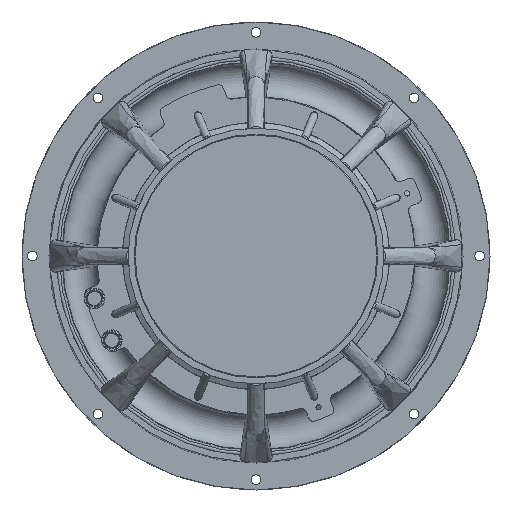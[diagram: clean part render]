
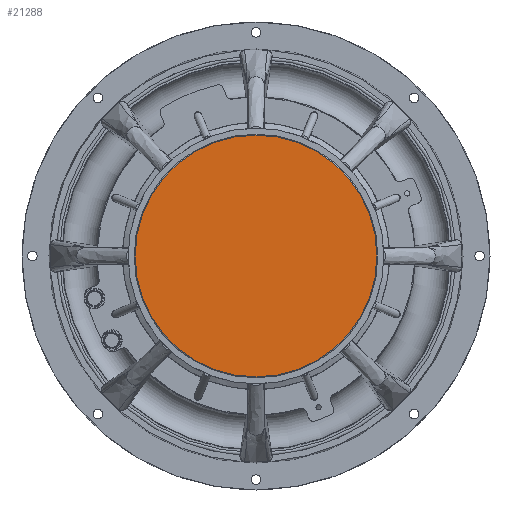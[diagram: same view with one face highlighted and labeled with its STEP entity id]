
A CAD part, front view. The second image highlights one B-rep face of the part: STEP entity #21288.
In plain terms, the highlighted planar face has unit normal (0, -1, 0).
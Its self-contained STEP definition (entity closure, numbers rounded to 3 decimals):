
#200 = FACE_OUTER_BOUND ( 'NONE', #678, .T. ) ;
#678 = EDGE_LOOP ( 'NONE', ( #23956, #15217 ) ) ;
#2293 = AXIS2_PLACEMENT_3D ( 'NONE', #31066, #4876, #15354 ) ;
#3330 = AXIS2_PLACEMENT_3D ( 'NONE', #26241, #31315, #8140 ) ;
#3580 = DIRECTION ( 'NONE',  ( 1., 0., 0. ) ) ;
#3707 = CARTESIAN_POINT ( 'NONE',  ( 69.5, -80.56, 0. ) ) ;
#4383 = CIRCLE ( 'NONE', #3330, 69.5 ) ;
#4876 = DIRECTION ( 'NONE',  ( 0., 1., 0. ) ) ;
#5055 = PLANE ( 'NONE',  #2293 ) ;
#6339 = VERTEX_POINT ( 'NONE', #3707 ) ;
#8140 = DIRECTION ( 'NONE',  ( 1., 0., 0. ) ) ;
#11506 = VERTEX_POINT ( 'NONE', #15539 ) ;
#15217 = ORIENTED_EDGE ( 'NONE', *, *, #18784, .T. ) ;
#15354 = DIRECTION ( 'NONE',  ( 1., 0., 0. ) ) ;
#15539 = CARTESIAN_POINT ( 'NONE',  ( -69.5, -80.56, 0. ) ) ;
#16413 = CARTESIAN_POINT ( 'NONE',  ( 0., -80.56, 0. ) ) ;
#18467 = AXIS2_PLACEMENT_3D ( 'NONE', #16413, #26573, #3580 ) ;
#18784 = EDGE_CURVE ( 'NONE', #11506, #6339, #25387, .T. ) ;
#20595 = EDGE_CURVE ( 'NONE', #6339, #11506, #4383, .T. ) ;
#21288 = ADVANCED_FACE ( 'NONE', ( #200 ), #5055, .F. ) ;
#23956 = ORIENTED_EDGE ( 'NONE', *, *, #20595, .T. ) ;
#25387 = CIRCLE ( 'NONE', #18467, 69.5 ) ;
#26241 = CARTESIAN_POINT ( 'NONE',  ( 0., -80.56, 0. ) ) ;
#26573 = DIRECTION ( 'NONE',  ( 0., -1., 0. ) ) ;
#31066 = CARTESIAN_POINT ( 'NONE',  ( 0., -80.56, 0. ) ) ;
#31315 = DIRECTION ( 'NONE',  ( 0., -1., 0. ) ) ;
